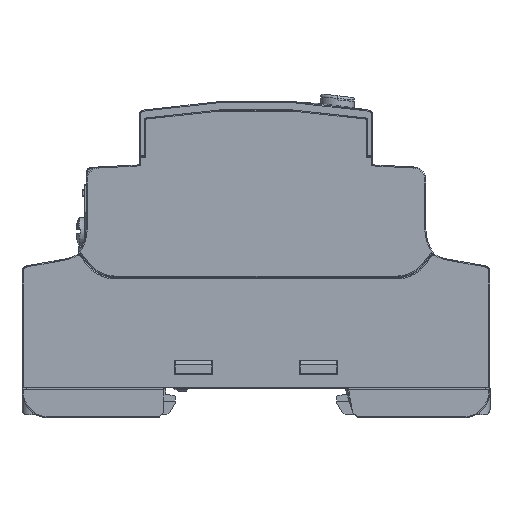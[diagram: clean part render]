
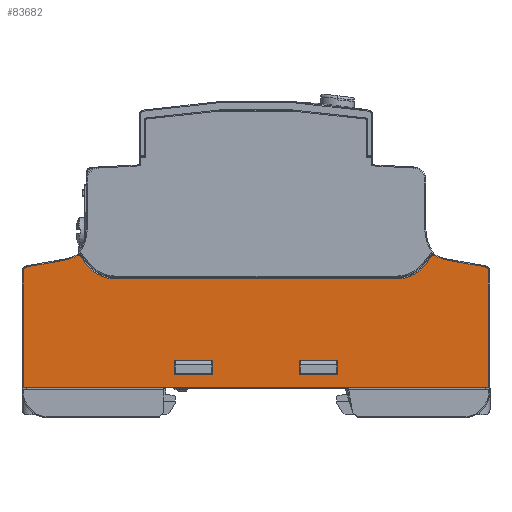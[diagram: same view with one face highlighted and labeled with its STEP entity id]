
A CAD part, left-side view. The second image highlights one B-rep face of the part: STEP entity #83682.
In plain terms, the highlighted planar face has unit normal (-1, 0, 0).
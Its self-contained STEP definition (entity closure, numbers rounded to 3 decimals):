
#1500=DIRECTION('',(0.,1.,0.));
#1501=VECTOR('',#1500,89.6);
#1502=CARTESIAN_POINT('',(-62.3,-44.8,5.9));
#1503=LINE('',#1502,#1501);
#12826=DIRECTION('',(0.,0.,-1.));
#12827=VECTOR('',#12826,22.361);
#12828=CARTESIAN_POINT('',(-62.3,44.8,28.261));
#12829=LINE('',#12828,#12827);
#12833=CARTESIAN_POINT('',(-62.3,44.,28.261));
#12834=DIRECTION('',(-1.,0.,0.));
#12835=DIRECTION('',(0.,0.174,0.985));
#12836=AXIS2_PLACEMENT_3D('',#12833,#12834,#12835);
#12841=DIRECTION('',(0.,0.985,-0.174));
#12842=VECTOR('',#12841,6.963);
#12843=CARTESIAN_POINT('',(-62.3,37.282,30.258));
#12844=LINE('',#12843,#12842);
#12848=CARTESIAN_POINT('',(-62.3,39.053,40.303));
#12849=DIRECTION('',(1.,0.,0.));
#12850=DIRECTION('',(0.,-0.464,-0.886));
#12851=AXIS2_PLACEMENT_3D('',#12848,#12849,#12850);
#12856=CARTESIAN_POINT('',(-62.3,34.184,31.));
#12857=DIRECTION('',(-1.,0.,0.));
#12858=DIRECTION('',(0.,-0.766,0.643));
#12859=AXIS2_PLACEMENT_3D('',#12856,#12857,#12858);
#12864=DIRECTION('',(0.,0.643,0.766));
#12865=VECTOR('',#12864,2.937);
#12866=CARTESIAN_POINT('',(-62.3,32.067,28.943));
#12867=LINE('',#12866,#12865);
#12871=CARTESIAN_POINT('',(-62.3,27.47,32.8));
#12872=DIRECTION('',(1.,0.,0.));
#12873=DIRECTION('',(0.,0.,-1.));
#12874=AXIS2_PLACEMENT_3D('',#12871,#12872,#12873);
#12879=DIRECTION('',(0.,1.,0.));
#12880=VECTOR('',#12879,54.941);
#12881=CARTESIAN_POINT('',(-62.3,-27.47,26.8));
#12882=LINE('',#12881,#12880);
#12886=CARTESIAN_POINT('',(-62.3,-27.47,32.8));
#12887=DIRECTION('',(1.,0.,0.));
#12888=DIRECTION('',(0.,-0.766,-0.643));
#12889=AXIS2_PLACEMENT_3D('',#12886,#12887,#12888);
#12894=DIRECTION('',(0.,0.643,-0.766));
#12895=VECTOR('',#12894,2.937);
#12896=CARTESIAN_POINT('',(-62.3,-33.954,31.193));
#12897=LINE('',#12896,#12895);
#12901=CARTESIAN_POINT('',(-62.3,-34.184,31.));
#12902=DIRECTION('',(-1.,0.,0.));
#12903=DIRECTION('',(0.,-0.464,0.886));
#12904=AXIS2_PLACEMENT_3D('',#12901,#12902,#12903);
#12909=CARTESIAN_POINT('',(-62.3,-39.053,40.303));
#12910=DIRECTION('',(1.,0.,0.));
#12911=DIRECTION('',(0.,0.174,-0.985));
#12912=AXIS2_PLACEMENT_3D('',#12909,#12910,#12911);
#12917=DIRECTION('',(0.,0.985,0.174));
#12918=VECTOR('',#12917,6.963);
#12919=CARTESIAN_POINT('',(-62.3,-44.139,29.049));
#12920=LINE('',#12919,#12918);
#12924=CARTESIAN_POINT('',(-62.3,-44.,28.261));
#12925=DIRECTION('',(-1.,0.,0.));
#12926=DIRECTION('',(0.,-1.,0.));
#12927=AXIS2_PLACEMENT_3D('',#12924,#12925,#12926);
#12932=DIRECTION('',(0.,0.,1.));
#12933=VECTOR('',#12932,22.361);
#12934=CARTESIAN_POINT('',(-62.3,-44.8,5.9));
#12935=LINE('',#12934,#12933);
#12939=DIRECTION('',(0.,0.,1.));
#12940=VECTOR('',#12939,2.8);
#12941=CARTESIAN_POINT('',(-62.3,15.7,8.3));
#12942=LINE('',#12941,#12940);
#12946=DIRECTION('',(0.,1.,0.));
#12947=VECTOR('',#12946,7.4);
#12948=CARTESIAN_POINT('',(-62.3,8.3,8.3));
#12949=LINE('',#12948,#12947);
#12953=DIRECTION('',(0.,0.,-1.));
#12954=VECTOR('',#12953,2.8);
#12955=CARTESIAN_POINT('',(-62.3,8.3,11.1));
#12956=LINE('',#12955,#12954);
#12960=DIRECTION('',(0.,-1.,0.));
#12961=VECTOR('',#12960,7.4);
#12962=CARTESIAN_POINT('',(-62.3,15.7,11.1));
#12963=LINE('',#12962,#12961);
#12967=DIRECTION('',(0.,0.,1.));
#12968=VECTOR('',#12967,2.8);
#12969=CARTESIAN_POINT('',(-62.3,-8.3,8.3));
#12970=LINE('',#12969,#12968);
#12974=DIRECTION('',(0.,1.,0.));
#12975=VECTOR('',#12974,7.4);
#12976=CARTESIAN_POINT('',(-62.3,-15.7,8.3));
#12977=LINE('',#12976,#12975);
#12981=DIRECTION('',(0.,0.,-1.));
#12982=VECTOR('',#12981,2.8);
#12983=CARTESIAN_POINT('',(-62.3,-15.7,11.1));
#12984=LINE('',#12983,#12982);
#12988=DIRECTION('',(0.,-1.,0.));
#12989=VECTOR('',#12988,7.4);
#12990=CARTESIAN_POINT('',(-62.3,-8.3,11.1));
#12991=LINE('',#12990,#12989);
#68058=CARTESIAN_POINT('',(-62.3,44.8,28.261));
#68059=CARTESIAN_POINT('',(-62.3,44.8,5.9));
#68060=VERTEX_POINT('',#68058);
#68061=VERTEX_POINT('',#68059);
#68062=CARTESIAN_POINT('',(-62.3,44.139,29.049));
#68063=VERTEX_POINT('',#68062);
#68066=CARTESIAN_POINT('',(-62.3,37.282,30.258));
#68067=VERTEX_POINT('',#68066);
#68070=CARTESIAN_POINT('',(-62.3,34.323,31.266));
#68071=VERTEX_POINT('',#68070);
#68074=CARTESIAN_POINT('',(-62.3,33.954,31.193));
#68075=VERTEX_POINT('',#68074);
#68076=CARTESIAN_POINT('',(-62.3,32.067,28.943));
#68077=VERTEX_POINT('',#68076);
#68082=CARTESIAN_POINT('',(-62.3,27.47,26.8));
#68083=VERTEX_POINT('',#68082);
#68086=CARTESIAN_POINT('',(-62.3,-27.47,26.8));
#68087=VERTEX_POINT('',#68086);
#68090=CARTESIAN_POINT('',(-62.3,-32.067,28.943));
#68091=VERTEX_POINT('',#68090);
#68094=CARTESIAN_POINT('',(-62.3,-33.954,31.193));
#68095=VERTEX_POINT('',#68094);
#68098=CARTESIAN_POINT('',(-62.3,-34.323,31.266));
#68099=VERTEX_POINT('',#68098);
#68100=CARTESIAN_POINT('',(-62.3,-37.282,30.258));
#68101=VERTEX_POINT('',#68100);
#68106=CARTESIAN_POINT('',(-62.3,-44.139,29.049));
#68107=VERTEX_POINT('',#68106);
#68110=CARTESIAN_POINT('',(-62.3,-44.8,28.261));
#68111=VERTEX_POINT('',#68110);
#68114=CARTESIAN_POINT('',(-62.3,-44.8,5.9));
#68115=VERTEX_POINT('',#68114);
#68190=CARTESIAN_POINT('',(-62.3,15.7,8.3));
#68191=CARTESIAN_POINT('',(-62.3,15.7,11.1));
#68192=VERTEX_POINT('',#68190);
#68193=VERTEX_POINT('',#68191);
#68194=CARTESIAN_POINT('',(-62.3,8.3,11.1));
#68195=VERTEX_POINT('',#68194);
#68196=CARTESIAN_POINT('',(-62.3,8.3,8.3));
#68197=VERTEX_POINT('',#68196);
#68198=CARTESIAN_POINT('',(-62.3,-8.3,8.3));
#68199=CARTESIAN_POINT('',(-62.3,-8.3,11.1));
#68200=VERTEX_POINT('',#68198);
#68201=VERTEX_POINT('',#68199);
#68202=CARTESIAN_POINT('',(-62.3,-15.7,11.1));
#68203=VERTEX_POINT('',#68202);
#68204=CARTESIAN_POINT('',(-62.3,-15.7,8.3));
#68205=VERTEX_POINT('',#68204);
#83625=CARTESIAN_POINT('',(-62.3,0.,9.9));
#83626=DIRECTION('',(1.,0.,0.));
#83627=DIRECTION('',(0.,1.,0.));
#83628=AXIS2_PLACEMENT_3D('',#83625,#83626,#83627);
#83629=PLANE('',#83628);
#83631=ORIENTED_EDGE('',*,*,#83630,.F.);
#83633=ORIENTED_EDGE('',*,*,#83632,.F.);
#83635=ORIENTED_EDGE('',*,*,#83634,.F.);
#83637=ORIENTED_EDGE('',*,*,#83636,.F.);
#83639=ORIENTED_EDGE('',*,*,#83638,.F.);
#83641=ORIENTED_EDGE('',*,*,#83640,.F.);
#83643=ORIENTED_EDGE('',*,*,#83642,.F.);
#83645=ORIENTED_EDGE('',*,*,#83644,.F.);
#83647=ORIENTED_EDGE('',*,*,#83646,.F.);
#83649=ORIENTED_EDGE('',*,*,#83648,.F.);
#83651=ORIENTED_EDGE('',*,*,#83650,.F.);
#83653=ORIENTED_EDGE('',*,*,#83652,.F.);
#83655=ORIENTED_EDGE('',*,*,#83654,.F.);
#83657=ORIENTED_EDGE('',*,*,#83656,.F.);
#83658=ORIENTED_EDGE('',*,*,#83616,.F.);
#83659=ORIENTED_EDGE('',*,*,#75599,.T.);
#83660=EDGE_LOOP('',(#83631,#83633,#83635,#83637,#83639,#83641,#83643,#83645,
#83647,#83649,#83651,#83653,#83655,#83657,#83658,#83659));
#83661=FACE_OUTER_BOUND('',#83660,.F.);
#83663=ORIENTED_EDGE('',*,*,#83662,.F.);
#83665=ORIENTED_EDGE('',*,*,#83664,.F.);
#83667=ORIENTED_EDGE('',*,*,#83666,.F.);
#83669=ORIENTED_EDGE('',*,*,#83668,.F.);
#83670=EDGE_LOOP('',(#83663,#83665,#83667,#83669));
#83671=FACE_BOUND('',#83670,.F.);
#83673=ORIENTED_EDGE('',*,*,#83672,.F.);
#83675=ORIENTED_EDGE('',*,*,#83674,.F.);
#83677=ORIENTED_EDGE('',*,*,#83676,.F.);
#83679=ORIENTED_EDGE('',*,*,#83678,.F.);
#83680=EDGE_LOOP('',(#83673,#83675,#83677,#83679));
#83681=FACE_BOUND('',#83680,.F.);
#12837=CIRCLE('',#12836,0.8);
#12852=CIRCLE('',#12851,10.2);
#12860=CIRCLE('',#12859,0.3);
#12875=CIRCLE('',#12874,6.);
#12890=CIRCLE('',#12889,6.);
#12905=CIRCLE('',#12904,0.3);
#12913=CIRCLE('',#12912,10.2);
#12928=CIRCLE('',#12927,0.8);
#75599=EDGE_CURVE('',#68115,#68061,#1503,.T.);
#83616=EDGE_CURVE('',#68115,#68111,#12935,.T.);
#83630=EDGE_CURVE('',#68060,#68061,#12829,.T.);
#83632=EDGE_CURVE('',#68063,#68060,#12837,.T.);
#83634=EDGE_CURVE('',#68067,#68063,#12844,.T.);
#83636=EDGE_CURVE('',#68071,#68067,#12852,.T.);
#83638=EDGE_CURVE('',#68075,#68071,#12860,.T.);
#83640=EDGE_CURVE('',#68077,#68075,#12867,.T.);
#83642=EDGE_CURVE('',#68083,#68077,#12875,.T.);
#83644=EDGE_CURVE('',#68087,#68083,#12882,.T.);
#83646=EDGE_CURVE('',#68091,#68087,#12890,.T.);
#83648=EDGE_CURVE('',#68095,#68091,#12897,.T.);
#83650=EDGE_CURVE('',#68099,#68095,#12905,.T.);
#83652=EDGE_CURVE('',#68101,#68099,#12913,.T.);
#83654=EDGE_CURVE('',#68107,#68101,#12920,.T.);
#83656=EDGE_CURVE('',#68111,#68107,#12928,.T.);
#83662=EDGE_CURVE('',#68192,#68193,#12942,.T.);
#83664=EDGE_CURVE('',#68197,#68192,#12949,.T.);
#83666=EDGE_CURVE('',#68195,#68197,#12956,.T.);
#83668=EDGE_CURVE('',#68193,#68195,#12963,.T.);
#83672=EDGE_CURVE('',#68200,#68201,#12970,.T.);
#83674=EDGE_CURVE('',#68205,#68200,#12977,.T.);
#83676=EDGE_CURVE('',#68203,#68205,#12984,.T.);
#83678=EDGE_CURVE('',#68201,#68203,#12991,.T.);
#83682=ADVANCED_FACE('',(#83661,#83671,#83681),#83629,.F.);
